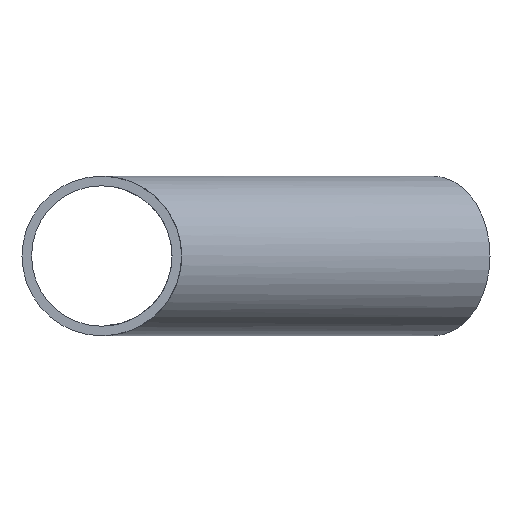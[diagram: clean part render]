
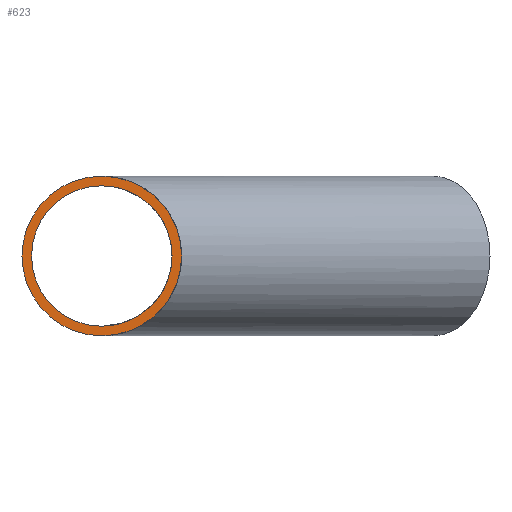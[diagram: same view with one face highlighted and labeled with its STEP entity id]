
A CAD part, front view. The second image highlights one B-rep face of the part: STEP entity #623.
In plain terms, the highlighted planar face has unit normal (0, -1, 0).
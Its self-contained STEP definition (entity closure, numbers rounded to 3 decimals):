
#265=CARTESIAN_POINT('',(-22.,-80.,0.));
#266=VERTEX_POINT('',#265);
#273=CARTESIAN_POINT('',(0.,-80.,0.));
#274=DIRECTION('',(0.,1.,0.));
#275=DIRECTION('',(1.,0.,0.));
#276=AXIS2_PLACEMENT_3D('',#273,#274,#275);
#277=CIRCLE('',#276,22.);
#278=EDGE_CURVE('',#266,#266,#277,.T.);
#561=CARTESIAN_POINT('',(-25.,-80.,0.));
#562=VERTEX_POINT('',#561);
#569=CARTESIAN_POINT('',(25.,-80.,0.));
#570=VERTEX_POINT('',#569);
#571=CARTESIAN_POINT('',(0.,-80.,0.));
#572=DIRECTION('',(0.,1.,0.));
#573=DIRECTION('',(1.,0.,0.));
#574=AXIS2_PLACEMENT_3D('',#571,#572,#573);
#575=CIRCLE('',#574,25.);
#576=EDGE_CURVE('',#562,#570,#575,.T.);
#578=EDGE_CURVE('',#570,#562,#575,.T.);
#611=ORIENTED_EDGE('',*,*,#578,.F.);
#612=ORIENTED_EDGE('',*,*,#576,.F.);
#613=EDGE_LOOP('',(#611,#612));
#614=FACE_OUTER_BOUND('',#613,.T.);
#615=ORIENTED_EDGE('',*,*,#278,.T.);
#616=EDGE_LOOP('',(#615));
#617=FACE_BOUND('',#616,.T.);
#618=CARTESIAN_POINT('',(0.,-80.,0.));
#619=DIRECTION('',(0.,1.,0.));
#620=DIRECTION('',(0.,0.,1.));
#621=AXIS2_PLACEMENT_3D('',#618,#619,#620);
#622=PLANE('',#621);
#623=ADVANCED_FACE('',(#614,#617),#622,.F.);
